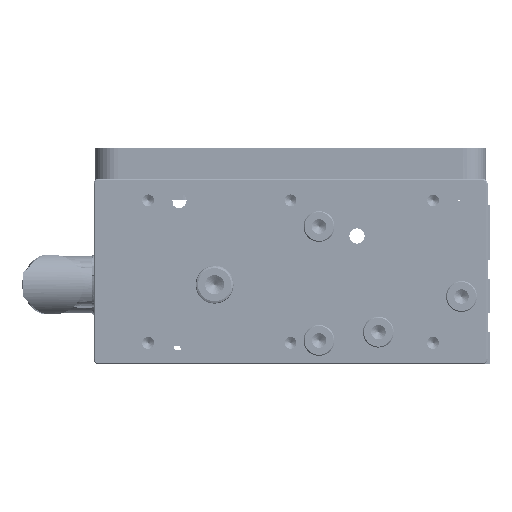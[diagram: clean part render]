
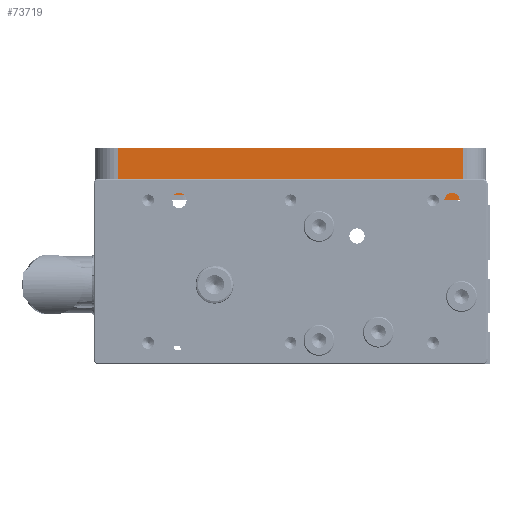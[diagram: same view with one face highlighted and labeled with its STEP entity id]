
A CAD part, left-side view. The second image highlights one B-rep face of the part: STEP entity #73719.
In plain terms, the highlighted planar face has unit normal (-1, 0, 0).
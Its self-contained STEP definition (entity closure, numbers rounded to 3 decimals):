
#721 = LINE ( 'NONE', #95660, #155678 ) ;
#814 = EDGE_LOOP ( 'NONE', ( #12131, #198140, #55697, #69490, #52876, #32637, #9911, #44078, #25603, #108992, #184100, #184315, #133415, #174155 ) ) ;
#1673 = LINE ( 'NONE', #94631, #89086 ) ;
#2020 = VERTEX_POINT ( 'NONE', #98493 ) ;
#5041 = VECTOR ( 'NONE', #58537, 1000. ) ;
#8441 = DIRECTION ( 'NONE',  ( 0., 1., 0. ) ) ;
#9700 = EDGE_CURVE ( 'NONE', #43170, #164023, #191465, .T. ) ;
#9911 = ORIENTED_EDGE ( 'NONE', *, *, #9700, .T. ) ;
#10165 = EDGE_CURVE ( 'NONE', #53653, #42075, #56054, .T. ) ;
#12131 = ORIENTED_EDGE ( 'NONE', *, *, #151672, .T. ) ;
#15184 = EDGE_CURVE ( 'NONE', #176789, #18370, #199790, .T. ) ;
#18370 = VERTEX_POINT ( 'NONE', #138514 ) ;
#24599 = DIRECTION ( 'NONE',  ( 0., 1., 0. ) ) ;
#25603 = ORIENTED_EDGE ( 'NONE', *, *, #100752, .T. ) ;
#26341 = CIRCLE ( 'NONE', #151410, 2. ) ;
#27610 = LINE ( 'NONE', #46141, #93222 ) ;
#29918 = CARTESIAN_POINT ( 'NONE',  ( -100., -59., 0. ) ) ;
#32637 = ORIENTED_EDGE ( 'NONE', *, *, #126741, .F. ) ;
#32990 = VECTOR ( 'NONE', #49219, 1000. ) ;
#35449 = DIRECTION ( 'NONE',  ( 0., 0., 1. ) ) ;
#36022 = EDGE_CURVE ( 'NONE', #42075, #119796, #27610, .T. ) ;
#37752 = DIRECTION ( 'NONE',  ( 0., -1., 0. ) ) ;
#37894 = CARTESIAN_POINT ( 'NONE',  ( -100., -59., -4. ) ) ;
#38193 = CARTESIAN_POINT ( 'NONE',  ( -100., 95., 22. ) ) ;
#39692 = VECTOR ( 'NONE', #58081, 1000. ) ;
#40291 = PLANE ( 'NONE',  #140796 ) ;
#42075 = VERTEX_POINT ( 'NONE', #57756 ) ;
#43170 = VERTEX_POINT ( 'NONE', #47707 ) ;
#43744 = EDGE_CURVE ( 'NONE', #164023, #2020, #101468, .T. ) ;
#44078 = ORIENTED_EDGE ( 'NONE', *, *, #43744, .T. ) ;
#46141 = CARTESIAN_POINT ( 'NONE',  ( -100., -19.5, 2.5 ) ) ;
#47707 = CARTESIAN_POINT ( 'NONE',  ( -100., 85., 22. ) ) ;
#49219 = DIRECTION ( 'NONE',  ( 0., 0., -1. ) ) ;
#52876 = ORIENTED_EDGE ( 'NONE', *, *, #76531, .T. ) ;
#53653 = VERTEX_POINT ( 'NONE', #194487 ) ;
#55041 = DIRECTION ( 'NONE',  ( 0., -1., 0. ) ) ;
#55697 = ORIENTED_EDGE ( 'NONE', *, *, #183236, .F. ) ;
#55975 = VECTOR ( 'NONE', #37752, 1000. ) ;
#56054 = LINE ( 'NONE', #136481, #39692 ) ;
#56777 = FACE_OUTER_BOUND ( 'NONE', #814, .T. ) ;
#57621 = EDGE_CURVE ( 'NONE', #115739, #77118, #86782, .T. ) ;
#57756 = CARTESIAN_POINT ( 'NONE',  ( -100., -23.5, 2.5 ) ) ;
#58081 = DIRECTION ( 'NONE',  ( 0., 0., 1. ) ) ;
#58537 = DIRECTION ( 'NONE',  ( 0., -1., 0. ) ) ;
#69402 = VECTOR ( 'NONE', #35449, 1000. ) ;
#69490 = ORIENTED_EDGE ( 'NONE', *, *, #15184, .T. ) ;
#73719 = ADVANCED_FACE ( 'NONE', ( #56777 ), #40291, .F. ) ;
#74352 = CARTESIAN_POINT ( 'NONE',  ( -100., 95., 22. ) ) ;
#76531 = EDGE_CURVE ( 'NONE', #18370, #185284, #96355, .T. ) ;
#77118 = VERTEX_POINT ( 'NONE', #29918 ) ;
#82600 = DIRECTION ( 'NONE',  ( 0., -1., 0. ) ) ;
#86782 = LINE ( 'NONE', #115686, #174073 ) ;
#88981 = CARTESIAN_POINT ( 'NONE',  ( -100., -41.75, 0. ) ) ;
#89086 = VECTOR ( 'NONE', #93614, 1000. ) ;
#93222 = VECTOR ( 'NONE', #157407, 1000. ) ;
#93614 = DIRECTION ( 'NONE',  ( 0., 0., -1. ) ) ;
#93767 = EDGE_CURVE ( 'NONE', #53653, #166607, #721, .T. ) ;
#93814 = CARTESIAN_POINT ( 'NONE',  ( -100., -7., 0. ) ) ;
#94631 = CARTESIAN_POINT ( 'NONE',  ( -100., -19.5, 2.5 ) ) ;
#95660 = CARTESIAN_POINT ( 'NONE',  ( -100., 95., 0. ) ) ;
#95671 = CARTESIAN_POINT ( 'NONE',  ( -100., 85., 22. ) ) ;
#96355 = LINE ( 'NONE', #140722, #69402 ) ;
#98493 = CARTESIAN_POINT ( 'NONE',  ( -100., -5., 2. ) ) ;
#99564 = CARTESIAN_POINT ( 'NONE',  ( -100., -59., -4. ) ) ;
#100752 = EDGE_CURVE ( 'NONE', #2020, #188680, #26341, .T. ) ;
#101156 = CARTESIAN_POINT ( 'NONE',  ( -100., -60., 22. ) ) ;
#101468 = LINE ( 'NONE', #195273, #179103 ) ;
#102374 = EDGE_CURVE ( 'NONE', #119796, #189257, #1673, .T. ) ;
#108992 = ORIENTED_EDGE ( 'NONE', *, *, #164965, .T. ) ;
#115686 = CARTESIAN_POINT ( 'NONE',  ( -100., 95., 0. ) ) ;
#115739 = VERTEX_POINT ( 'NONE', #156843 ) ;
#119796 = VERTEX_POINT ( 'NONE', #148516 ) ;
#126741 = EDGE_CURVE ( 'NONE', #43170, #185284, #147453, .T. ) ;
#133102 = DIRECTION ( 'NONE',  ( 1., 0., 0. ) ) ;
#133415 = ORIENTED_EDGE ( 'NONE', *, *, #10165, .F. ) ;
#133906 = DIRECTION ( 'NONE',  ( 1., 0., 0. ) ) ;
#136481 = CARTESIAN_POINT ( 'NONE',  ( -100., -23.5, 2.5 ) ) ;
#138514 = CARTESIAN_POINT ( 'NONE',  ( -100., -60., -4. ) ) ;
#140566 = CIRCLE ( 'NONE', #183308, 8. ) ;
#140722 = CARTESIAN_POINT ( 'NONE',  ( -100., -60., 22. ) ) ;
#140796 = AXIS2_PLACEMENT_3D ( 'NONE', #74352, #133102, #195993 ) ;
#145017 = CARTESIAN_POINT ( 'NONE',  ( -100., 95., 0. ) ) ;
#147453 = LINE ( 'NONE', #38193, #158188 ) ;
#148516 = CARTESIAN_POINT ( 'NONE',  ( -100., -19.5, 2.5 ) ) ;
#151410 = AXIS2_PLACEMENT_3D ( 'NONE', #185369, #133906, #24599 ) ;
#151672 = EDGE_CURVE ( 'NONE', #166607, #115739, #140566, .T. ) ;
#155678 = VECTOR ( 'NONE', #160495, 1000. ) ;
#156843 = CARTESIAN_POINT ( 'NONE',  ( -100., -49.75, 0. ) ) ;
#157407 = DIRECTION ( 'NONE',  ( 0., 1., 0. ) ) ;
#158188 = VECTOR ( 'NONE', #82600, 1000. ) ;
#159444 = VECTOR ( 'NONE', #160621, 1000. ) ;
#160495 = DIRECTION ( 'NONE',  ( 0., -1., 0. ) ) ;
#160621 = DIRECTION ( 'NONE',  ( 0., 0., 1. ) ) ;
#164023 = VERTEX_POINT ( 'NONE', #198734 ) ;
#164965 = EDGE_CURVE ( 'NONE', #188680, #189257, #177956, .T. ) ;
#166607 = VERTEX_POINT ( 'NONE', #172096 ) ;
#168244 = DIRECTION ( 'NONE',  ( 1., 0., 0. ) ) ;
#172096 = CARTESIAN_POINT ( 'NONE',  ( -100., -33.75, 0. ) ) ;
#174073 = VECTOR ( 'NONE', #178516, 1000. ) ;
#174155 = ORIENTED_EDGE ( 'NONE', *, *, #93767, .T. ) ;
#176097 = LINE ( 'NONE', #37894, #159444 ) ;
#176789 = VERTEX_POINT ( 'NONE', #99564 ) ;
#177063 = CARTESIAN_POINT ( 'NONE',  ( -100., -19.5, 0. ) ) ;
#177956 = LINE ( 'NONE', #145017, #55975 ) ;
#178516 = DIRECTION ( 'NONE',  ( 0., -1., 0. ) ) ;
#179103 = VECTOR ( 'NONE', #55041, 1000. ) ;
#181208 = CARTESIAN_POINT ( 'NONE',  ( -100., -59., -4. ) ) ;
#183236 = EDGE_CURVE ( 'NONE', #176789, #77118, #176097, .T. ) ;
#183308 = AXIS2_PLACEMENT_3D ( 'NONE', #88981, #168244, #8441 ) ;
#184100 = ORIENTED_EDGE ( 'NONE', *, *, #102374, .F. ) ;
#184315 = ORIENTED_EDGE ( 'NONE', *, *, #36022, .F. ) ;
#185284 = VERTEX_POINT ( 'NONE', #101156 ) ;
#185369 = CARTESIAN_POINT ( 'NONE',  ( -100., -5., 0. ) ) ;
#188680 = VERTEX_POINT ( 'NONE', #93814 ) ;
#189257 = VERTEX_POINT ( 'NONE', #177063 ) ;
#191465 = LINE ( 'NONE', #95671, #32990 ) ;
#194487 = CARTESIAN_POINT ( 'NONE',  ( -100., -23.5, 0. ) ) ;
#195273 = CARTESIAN_POINT ( 'NONE',  ( -100., -7., 2. ) ) ;
#195993 = DIRECTION ( 'NONE',  ( 0., 1., 0. ) ) ;
#198140 = ORIENTED_EDGE ( 'NONE', *, *, #57621, .T. ) ;
#198734 = CARTESIAN_POINT ( 'NONE',  ( -100., 85., 2. ) ) ;
#199790 = LINE ( 'NONE', #181208, #5041 ) ;
